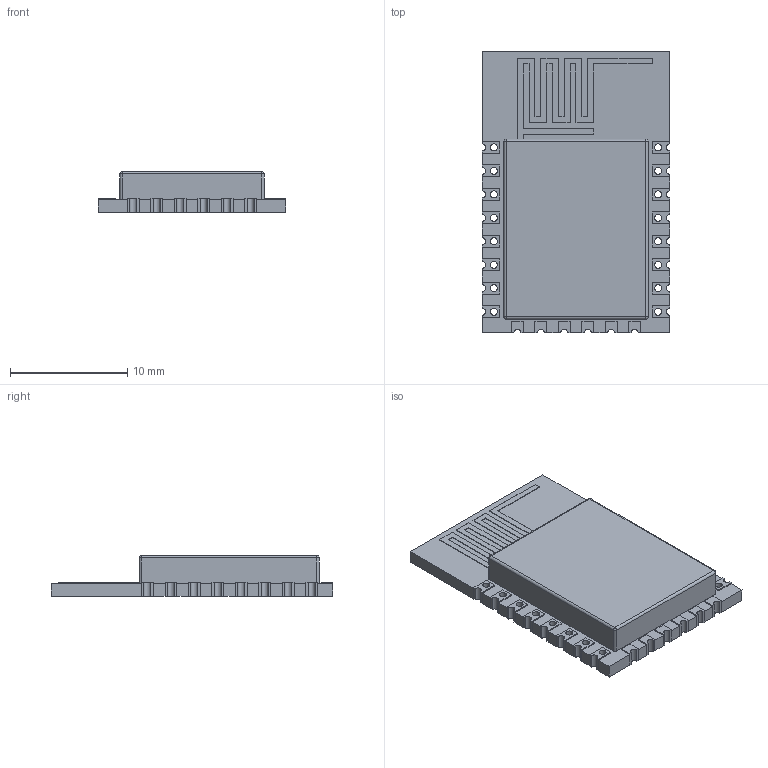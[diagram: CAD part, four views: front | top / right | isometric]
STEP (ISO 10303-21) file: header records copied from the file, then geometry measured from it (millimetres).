
FILE_DESCRIPTION(/* description */ (''),/* implementation_level */ '2;1');
FILE_NAME(/* name */ '(ESP) 8266 - WIFI.step',/* time_stamp */ '2021-12-07T16:03:28+07:00',/* author */ (''),/* organization */ (''),/* preprocessor_version */ 'ST-DEVELOPER v18.1',/* originating_system */ 'Autodesk Translation Framework v10.10.0.1391',/* authorisation */ '');
FILE_SCHEMA (('AUTOMOTIVE_DESIGN { 1 0 10303 214 3 1 1 }'));
Length unit declared in the file: millimetre
Products named in the file (27): (Unsaved); U15; ESP8266-12E (12); ESP8266-12E; ESP8266-12E (1); ESP8266-12E (2); ESP8266-12E (3); ESP8266-12E (4); ESP8266-12E (5); ESP8266-12E (6); ESP8266-12E (7); ESP8266-12E (8); ESP8266-12E (9); ESP8266-12E (10); ESP8266-12E (11); ESP8266-12E (13); ESP8266-12E (14); ESP8266-12E (15); ESP8266-12E (16); ESP8266-12E (17); ESP8266-12E (18); ESP8266-12E (19); ESP8266-12E (20); ESP8266-12E (21); ESP8266-12E (22); ESP8266-12E (23); ESP8266-12E (24)
Assembly tree (26 placements, depth 3):
  (Unsaved)
    U15
      ESP8266-12E (12)
      ESP8266-12E
      ESP8266-12E (1)
      ESP8266-12E (2)
      ESP8266-12E (3)
      ESP8266-12E (4)
      ESP8266-12E (5)
      ESP8266-12E (6)
      ESP8266-12E (7)
      ESP8266-12E (8)
      ESP8266-12E (9)
      ESP8266-12E (10)
      ESP8266-12E (11)
      ESP8266-12E (13)
      ESP8266-12E (14)
      ESP8266-12E (15)
      ESP8266-12E (16)
      ESP8266-12E (17)
      ESP8266-12E (18)
      ESP8266-12E (19)
      ESP8266-12E (20)
      ESP8266-12E (21)
      ESP8266-12E (22)
      ESP8266-12E (23)
      ESP8266-12E (24)
Bounding box: 16 x 24 x 3.48 mm (x, y, z)
Volume: 865.5 mm3; surface area: 1639.4 mm2
Topology: 25 solids, 25 shells, 340 faces, 862 edges, 568 vertices
Faces by surface type: plane 290, cylinder 46, sphere 4
Full cylindrical faces by diameter (mm): 0.6 x16
Entity records: 10984 total; most frequent: CARTESIAN_POINT 1819, DIRECTION 1736, ORIENTED_EDGE 1716, EDGE_CURVE 858, LINE 766, VECTOR 766, VERTEX_POINT 568, AXIS2_PLACEMENT_3D 485
